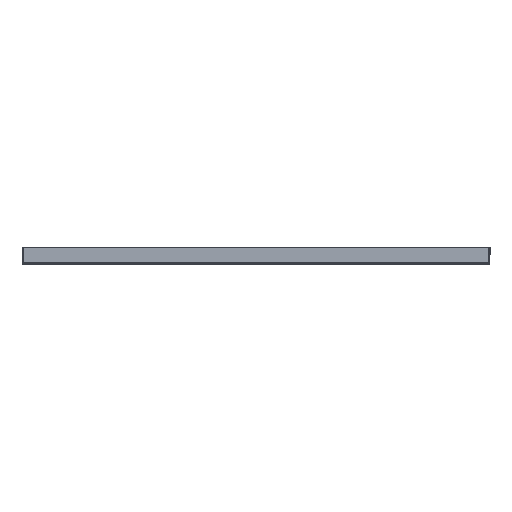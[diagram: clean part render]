
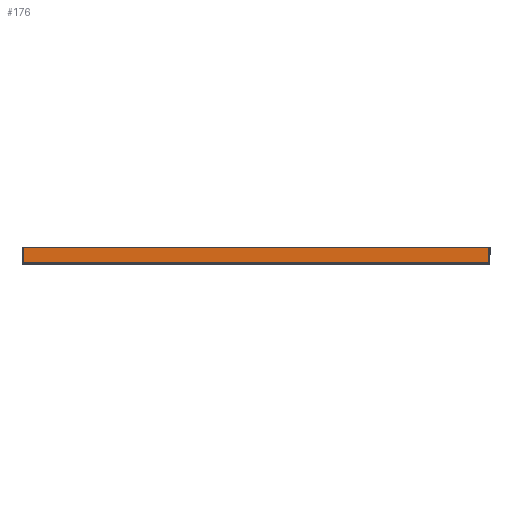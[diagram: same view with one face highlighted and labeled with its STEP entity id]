
A CAD part, front view. The second image highlights one B-rep face of the part: STEP entity #176.
In plain terms, the highlighted planar face has unit normal (0, -1, 0).
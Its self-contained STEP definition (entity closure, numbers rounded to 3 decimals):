
#119 = DIRECTION ( 'NONE',  ( 0., 1., 0. ) ) ;
#176 = ADVANCED_FACE ( 'NONE', ( #1897 ), #952, .F. ) ;
#209 = CARTESIAN_POINT ( 'NONE',  ( 348.123, 0., 1. ) ) ;
#236 = CARTESIAN_POINT ( 'NONE',  ( 0.877, 0., 12.2 ) ) ;
#263 = VERTEX_POINT ( 'NONE', #603 ) ;
#308 = ORIENTED_EDGE ( 'NONE', *, *, #1210, .T. ) ;
#464 = EDGE_CURVE ( 'NONE', #263, #684, #1779, .T. ) ;
#595 = DIRECTION ( 'NONE',  ( 0., 0., 1. ) ) ;
#603 = CARTESIAN_POINT ( 'NONE',  ( 348.123, 0., 12.2 ) ) ;
#684 = VERTEX_POINT ( 'NONE', #236 ) ;
#687 = ORIENTED_EDGE ( 'NONE', *, *, #1222, .F. ) ;
#761 = VECTOR ( 'NONE', #2220, 1000. ) ;
#800 = CARTESIAN_POINT ( 'NONE',  ( 0.877, 0., 0. ) ) ;
#896 = DIRECTION ( 'NONE',  ( 0., 0., 1. ) ) ;
#952 = PLANE ( 'NONE',  #1874 ) ;
#1049 = CARTESIAN_POINT ( 'NONE',  ( 0., 0., 12.2 ) ) ;
#1136 = CARTESIAN_POINT ( 'NONE',  ( 0.877, 0., 1. ) ) ;
#1210 = EDGE_CURVE ( 'NONE', #1451, #263, #1737, .T. ) ;
#1222 = EDGE_CURVE ( 'NONE', #1451, #1530, #2184, .T. ) ;
#1314 = VECTOR ( 'NONE', #1372, 1000. ) ;
#1372 = DIRECTION ( 'NONE',  ( -1., 0., 0. ) ) ;
#1384 = EDGE_LOOP ( 'NONE', ( #687, #308, #1535, #1599 ) ) ;
#1451 = VERTEX_POINT ( 'NONE', #209 ) ;
#1530 = VERTEX_POINT ( 'NONE', #1136 ) ;
#1535 = ORIENTED_EDGE ( 'NONE', *, *, #464, .T. ) ;
#1599 = ORIENTED_EDGE ( 'NONE', *, *, #2419, .F. ) ;
#1737 = LINE ( 'NONE', #1807, #2384 ) ;
#1779 = LINE ( 'NONE', #1049, #761 ) ;
#1807 = CARTESIAN_POINT ( 'NONE',  ( 348.123, 0., 0. ) ) ;
#1874 = AXIS2_PLACEMENT_3D ( 'NONE', #2053, #119, #896 ) ;
#1897 = FACE_OUTER_BOUND ( 'NONE', #1384, .T. ) ;
#1927 = DIRECTION ( 'NONE',  ( 0., 0., 1. ) ) ;
#2053 = CARTESIAN_POINT ( 'NONE',  ( 0., 0., 0. ) ) ;
#2108 = LINE ( 'NONE', #800, #2479 ) ;
#2184 = LINE ( 'NONE', #2383, #1314 ) ;
#2220 = DIRECTION ( 'NONE',  ( -1., 0., 0. ) ) ;
#2383 = CARTESIAN_POINT ( 'NONE',  ( 0., 0., 1. ) ) ;
#2384 = VECTOR ( 'NONE', #1927, 1000. ) ;
#2419 = EDGE_CURVE ( 'NONE', #1530, #684, #2108, .T. ) ;
#2479 = VECTOR ( 'NONE', #595, 1000. ) ;
